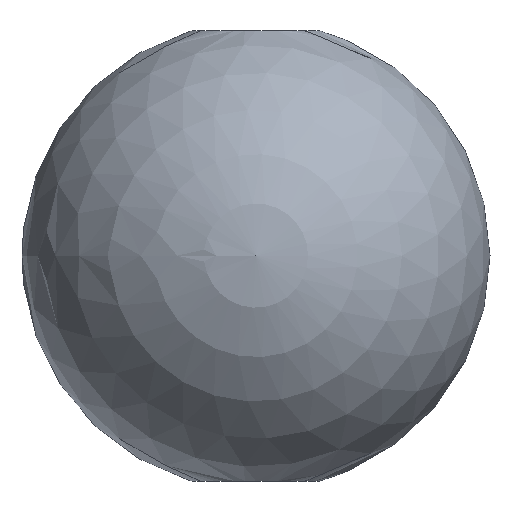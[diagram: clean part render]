
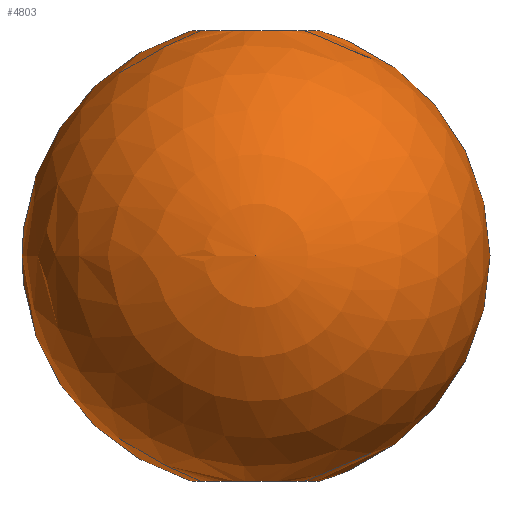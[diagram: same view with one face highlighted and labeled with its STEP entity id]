
A CAD part, top view. The second image highlights one B-rep face of the part: STEP entity #4803.
In plain terms, the highlighted spherical face has radius 11 mm.
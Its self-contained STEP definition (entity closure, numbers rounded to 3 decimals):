
#20 = ORIENTED_EDGE ( 'NONE', *, *, #5232, .T. ) ;
#74 = SPHERICAL_SURFACE ( 'NONE', #3037, 11. ) ;
#89 = DIRECTION ( 'NONE',  ( 1., 0., 0. ) ) ;
#754 = DIRECTION ( 'NONE',  ( 0., 1., 0. ) ) ;
#827 = VERTEX_POINT ( 'NONE', #7172 ) ;
#1792 = CARTESIAN_POINT ( 'NONE',  ( 0., -10.583, 3. ) ) ;
#2411 = DIRECTION ( 'NONE',  ( 0., 0., 1. ) ) ;
#2741 = EDGE_LOOP ( 'NONE', ( #2974 ) ) ;
#2974 = ORIENTED_EDGE ( 'NONE', *, *, #5469, .F. ) ;
#3037 = AXIS2_PLACEMENT_3D ( 'NONE', #7528, #4850, #89 ) ;
#4803 = ADVANCED_FACE ( 'NONE', ( #5393, #8440 ), #74, .T. ) ;
#4850 = DIRECTION ( 'NONE',  ( 0., 0., -1. ) ) ;
#5232 = EDGE_CURVE ( 'NONE', #6140, #6140, #5386, .T. ) ;
#5368 = DIRECTION ( 'NONE',  ( 0., 0., 1. ) ) ;
#5386 = CIRCLE ( 'NONE', #8449, 3. ) ;
#5393 = FACE_OUTER_BOUND ( 'NONE', #2741, .T. ) ;
#5448 = CARTESIAN_POINT ( 'NONE',  ( 0., 10.583, 0. ) ) ;
#5469 = EDGE_CURVE ( 'NONE', #827, #827, #7581, .T. ) ;
#5593 = CARTESIAN_POINT ( 'NONE',  ( 0., -10.583, 0. ) ) ;
#5716 = EDGE_LOOP ( 'NONE', ( #20 ) ) ;
#6140 = VERTEX_POINT ( 'NONE', #1792 ) ;
#7106 = DIRECTION ( 'NONE',  ( 0., 1., 0. ) ) ;
#7172 = CARTESIAN_POINT ( 'NONE',  ( 0., 10.583, 3. ) ) ;
#7528 = CARTESIAN_POINT ( 'NONE',  ( 0., 0., 0. ) ) ;
#7581 = CIRCLE ( 'NONE', #7651, 3. ) ;
#7651 = AXIS2_PLACEMENT_3D ( 'NONE', #5448, #754, #5368 ) ;
#8440 = FACE_OUTER_BOUND ( 'NONE', #5716, .T. ) ;
#8449 = AXIS2_PLACEMENT_3D ( 'NONE', #5593, #7106, #2411 ) ;
